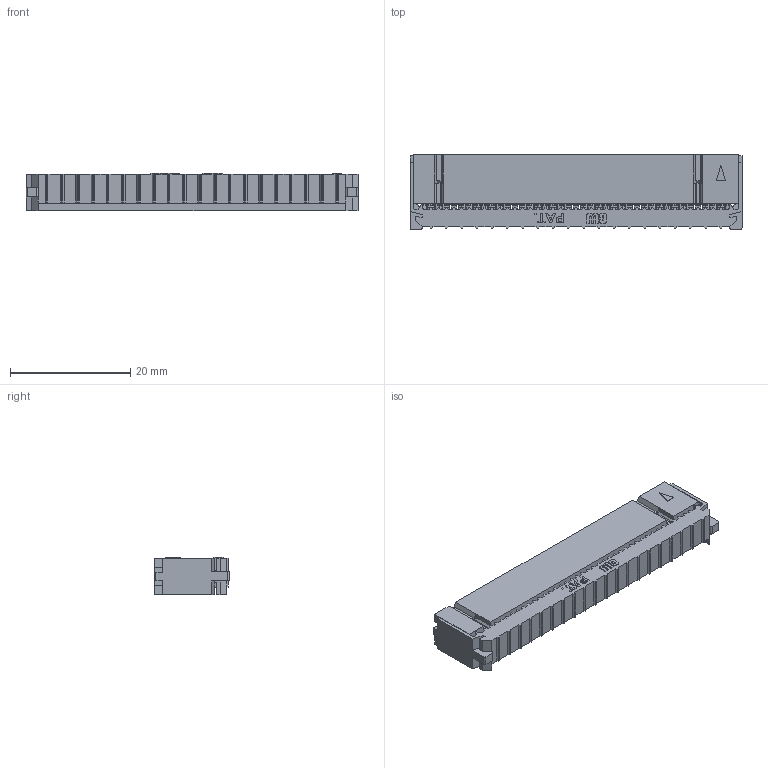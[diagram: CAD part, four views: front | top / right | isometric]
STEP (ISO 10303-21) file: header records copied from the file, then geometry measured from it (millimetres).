
FILE_DESCRIPTION(/* description */ (''),/* implementation_level */ '2;1');
FILE_NAME(/* name */ 'CWR-220-40_3D Model.stp',/* time_stamp */ '2023-11-27T11:56:21-05:00',/* author */ ('dwiltbank'),/* organization */ (''),/* preprocessor_version */ 'ST-DEVELOPER v19.2',/* originating_system */ 'Autodesk Inventor 2024',/* authorisation */ '');
FILE_SCHEMA (('AUTOMOTIVE_DESIGN { 1 0 10303 214 3 1 1 }'));
Products named in the file (1): CWR-220-40_Simplify_1
Bounding box: 55.3 x 12.43 x 6.23 mm (x, y, z)
Volume: 2904.7 mm3; surface area: 6384.2 mm2
Topology: 1 solids, 1 shells, 5020 faces, 13645 edges, 8436 vertices
Faces by surface type: plane 3580, cylinder 1033, bspline 407
Entity records: 165226 total; most frequent: CARTESIAN_POINT 35709, ORIENTED_EDGE 27290, DIRECTION 23445, EDGE_CURVE 13645, LINE 11445, VECTOR 11445, VERTEX_POINT 8436, AXIS2_PLACEMENT_3D 6000
